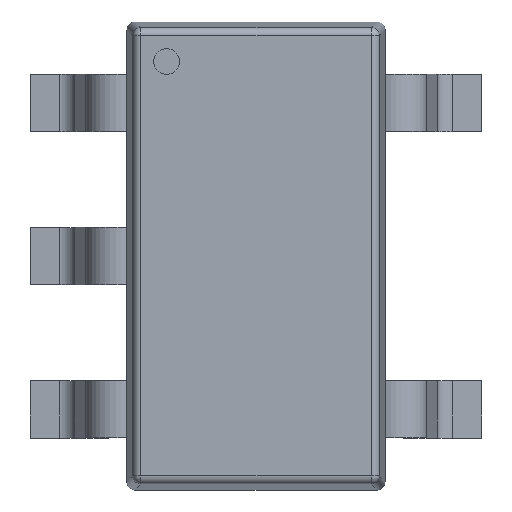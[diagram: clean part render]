
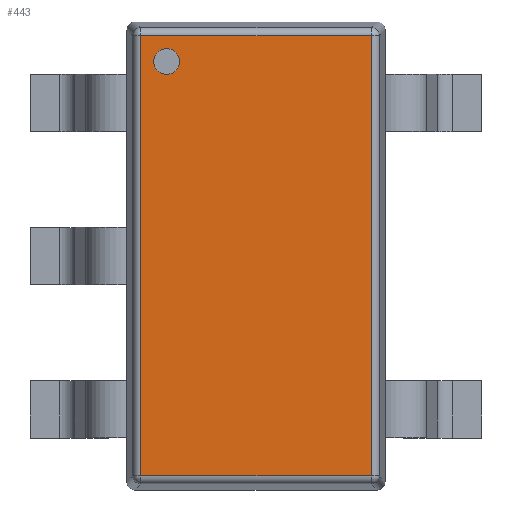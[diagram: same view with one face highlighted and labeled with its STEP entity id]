
A CAD part, top view. The second image highlights one B-rep face of the part: STEP entity #443.
In plain terms, the highlighted planar face has unit normal (0, 0, 1).
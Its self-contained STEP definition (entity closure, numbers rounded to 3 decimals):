
#159 = DIRECTION ( 'NONE',  ( -1., 0., 0. ) ) ;
#331 = AXIS2_PLACEMENT_3D ( 'NONE', #3099, #4073, #2462 ) ;
#443 = ADVANCED_FACE ( 'NONE', ( #617, #1212 ), #2523, .T. ) ;
#617 = FACE_BOUND ( 'NONE', #975, .T. ) ;
#641 = VECTOR ( 'NONE', #1122, 1000. ) ;
#863 = VERTEX_POINT ( 'NONE', #1299 ) ;
#974 = AXIS2_PLACEMENT_3D ( 'NONE', #2459, #3770, #4087 ) ;
#975 = EDGE_LOOP ( 'NONE', ( #4028, #3654 ) ) ;
#1047 = CARTESIAN_POINT ( 'NONE',  ( -0.714, -1.364, 0.65 ) ) ;
#1122 = DIRECTION ( 'NONE',  ( 1., 0., 0. ) ) ;
#1153 = VERTEX_POINT ( 'NONE', #1047 ) ;
#1167 = CIRCLE ( 'NONE', #974, 0.08 ) ;
#1174 = EDGE_CURVE ( 'NONE', #1449, #4161, #1708, .T. ) ;
#1194 = DIRECTION ( 'NONE',  ( 0., 1., 0. ) ) ;
#1212 = FACE_OUTER_BOUND ( 'NONE', #2842, .T. ) ;
#1240 = DIRECTION ( 'NONE',  ( 0., -1., 0. ) ) ;
#1259 = EDGE_CURVE ( 'NONE', #1153, #863, #1445, .T. ) ;
#1299 = CARTESIAN_POINT ( 'NONE',  ( 0.714, -1.364, 0.65 ) ) ;
#1445 = LINE ( 'NONE', #4042, #641 ) ;
#1449 = VERTEX_POINT ( 'NONE', #3629 ) ;
#1576 = CARTESIAN_POINT ( 'NONE',  ( 0., 0., 0.65 ) ) ;
#1661 = VERTEX_POINT ( 'NONE', #4121 ) ;
#1708 = LINE ( 'NONE', #3007, #2876 ) ;
#1888 = DIRECTION ( 'NONE',  ( 0., 0., 1. ) ) ;
#1950 = ORIENTED_EDGE ( 'NONE', *, *, #2838, .T. ) ;
#2245 = VERTEX_POINT ( 'NONE', #4064 ) ;
#2275 = LINE ( 'NONE', #3206, #3815 ) ;
#2459 = CARTESIAN_POINT ( 'NONE',  ( -0.554, 1.204, 0.65 ) ) ;
#2462 = DIRECTION ( 'NONE',  ( 1., 0., 0. ) ) ;
#2523 = PLANE ( 'NONE',  #3994 ) ;
#2838 = EDGE_CURVE ( 'NONE', #4161, #1153, #2275, .T. ) ;
#2842 = EDGE_LOOP ( 'NONE', ( #3038, #1950, #3573, #3120 ) ) ;
#2866 = CARTESIAN_POINT ( 'NONE',  ( -0.714, 1.364, 0.65 ) ) ;
#2876 = VECTOR ( 'NONE', #159, 1000. ) ;
#2963 = EDGE_CURVE ( 'NONE', #2245, #1661, #1167, .T. ) ;
#3007 = CARTESIAN_POINT ( 'NONE',  ( -0.76, 1.364, 0.65 ) ) ;
#3038 = ORIENTED_EDGE ( 'NONE', *, *, #1174, .T. ) ;
#3099 = CARTESIAN_POINT ( 'NONE',  ( -0.554, 1.204, 0.65 ) ) ;
#3120 = ORIENTED_EDGE ( 'NONE', *, *, #4096, .T. ) ;
#3167 = VECTOR ( 'NONE', #1194, 1000. ) ;
#3206 = CARTESIAN_POINT ( 'NONE',  ( -0.714, -1.41, 0.65 ) ) ;
#3453 = LINE ( 'NONE', #4113, #3167 ) ;
#3483 = DIRECTION ( 'NONE',  ( 1., 0., 0. ) ) ;
#3573 = ORIENTED_EDGE ( 'NONE', *, *, #1259, .T. ) ;
#3629 = CARTESIAN_POINT ( 'NONE',  ( 0.714, 1.364, 0.65 ) ) ;
#3654 = ORIENTED_EDGE ( 'NONE', *, *, #2963, .F. ) ;
#3770 = DIRECTION ( 'NONE',  ( 0., 0., 1. ) ) ;
#3815 = VECTOR ( 'NONE', #1240, 1000. ) ;
#3979 = CIRCLE ( 'NONE', #331, 0.08 ) ;
#3994 = AXIS2_PLACEMENT_3D ( 'NONE', #1576, #1888, #3483 ) ;
#4028 = ORIENTED_EDGE ( 'NONE', *, *, #4068, .F. ) ;
#4042 = CARTESIAN_POINT ( 'NONE',  ( 0.76, -1.364, 0.65 ) ) ;
#4064 = CARTESIAN_POINT ( 'NONE',  ( -0.634, 1.204, 0.65 ) ) ;
#4068 = EDGE_CURVE ( 'NONE', #1661, #2245, #3979, .T. ) ;
#4073 = DIRECTION ( 'NONE',  ( 0., 0., 1. ) ) ;
#4087 = DIRECTION ( 'NONE',  ( 1., 0., 0. ) ) ;
#4096 = EDGE_CURVE ( 'NONE', #863, #1449, #3453, .T. ) ;
#4113 = CARTESIAN_POINT ( 'NONE',  ( 0.714, 1.41, 0.65 ) ) ;
#4121 = CARTESIAN_POINT ( 'NONE',  ( -0.474, 1.204, 0.65 ) ) ;
#4161 = VERTEX_POINT ( 'NONE', #2866 ) ;
